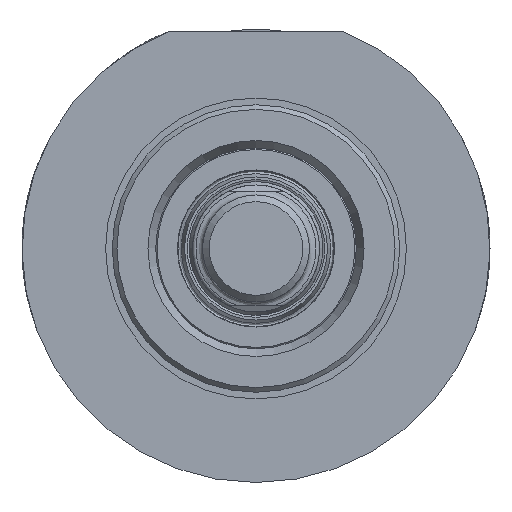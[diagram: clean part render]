
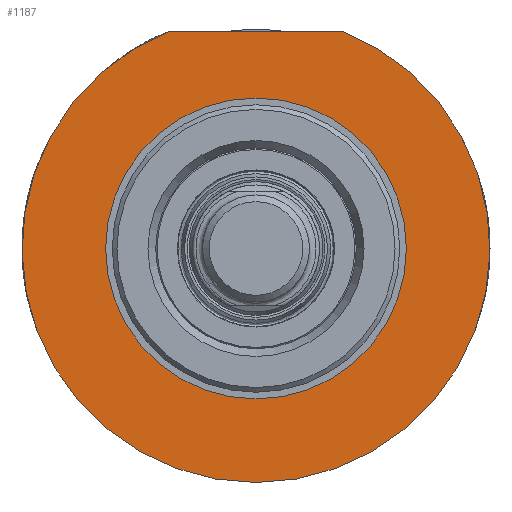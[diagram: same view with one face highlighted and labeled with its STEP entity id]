
A CAD part, front view. The second image highlights one B-rep face of the part: STEP entity #1187.
In plain terms, the highlighted planar face has unit normal (0, -1, 0).
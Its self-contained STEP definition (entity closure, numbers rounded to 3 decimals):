
#1152=CARTESIAN_POINT('',(0.,-85.25,2.782));
#1153=DIRECTION('',(0.0,-1.0,0.0));
#1154=DIRECTION('',(0.0,0.0,-1.0));
#1155=AXIS2_PLACEMENT_3D('',#1152,#1153,#1154);
#1156=PLANE('',#1155);
#1157=CARTESIAN_POINT('',(-12.99,-85.25,32.5));
#1158=VERTEX_POINT('',#1157);
#1159=CARTESIAN_POINT('',(12.99,-85.25,32.5));
#1160=VERTEX_POINT('',#1159);
#1161=CARTESIAN_POINT('',(-12.99,-85.25,32.5));
#1162=DIRECTION('',(1.0,0.0,0.0));
#1163=VECTOR('',#1162,25.981);
#1164=LINE('',#1161,#1163);
#1165=EDGE_CURVE('',#1158,#1160,#1164,.T.);
#1166=ORIENTED_EDGE('',*,*,#1165,.F.);
#1167=CARTESIAN_POINT('',(0.0,-85.25,0.0));
#1168=DIRECTION('',(0.0,1.0,0.0));
#1169=DIRECTION('',(-0.371,0.0,0.929));
#1170=AXIS2_PLACEMENT_3D('',#1167,#1168,#1169);
#1171=CIRCLE('',#1170,35.);
#1172=EDGE_CURVE('',#1160,#1158,#1171,.T.);
#1173=ORIENTED_EDGE('',*,*,#1172,.F.);
#1174=EDGE_LOOP('',(#1166,#1173));
#1175=FACE_OUTER_BOUND('',#1174,.T.);
#1176=CARTESIAN_POINT('',(0.0,-85.25,22.5));
#1177=VERTEX_POINT('',#1176);
#1178=CARTESIAN_POINT('',(0.0,-85.25,0.0));
#1179=DIRECTION('',(0.0,1.0,0.0));
#1180=DIRECTION('',(0.0,0.0,1.0));
#1181=AXIS2_PLACEMENT_3D('',#1178,#1179,#1180);
#1182=CIRCLE('',#1181,22.5);
#1183=EDGE_CURVE('',#1177,#1177,#1182,.T.);
#1184=ORIENTED_EDGE('',*,*,#1183,.T.);
#1185=EDGE_LOOP('',(#1184));
#1186=FACE_BOUND('',#1185,.T.);
#1187=ADVANCED_FACE('',(#1175,#1186),#1156,.T.);
